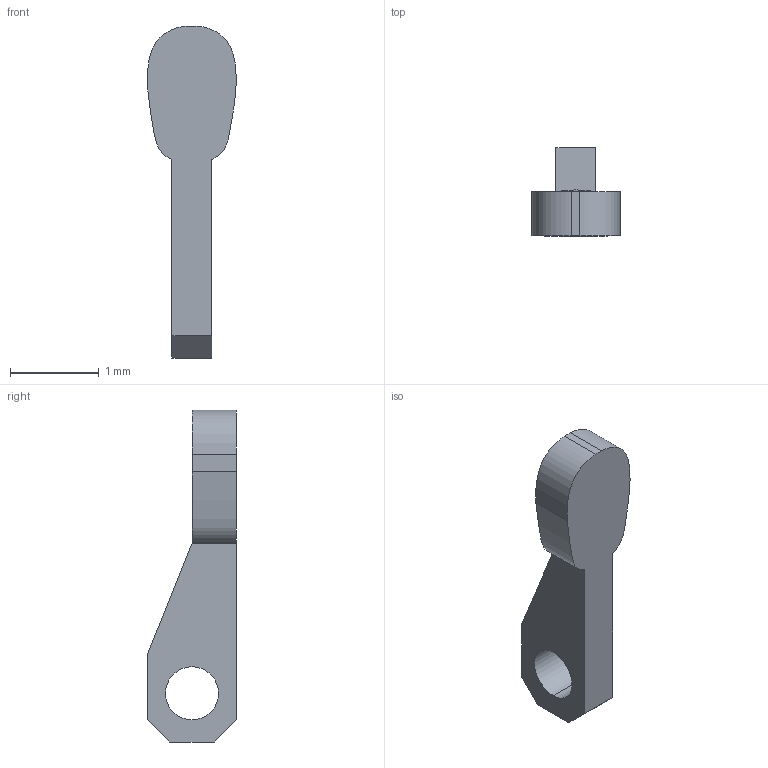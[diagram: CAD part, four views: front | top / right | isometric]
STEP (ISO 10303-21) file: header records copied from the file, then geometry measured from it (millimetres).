
FILE_DESCRIPTION (( 'STEP AP214' ), '1' );
FILE_NAME ('Claper 3.STEP', '2021-05-18T08:48:36', ( '' ), ( '' ), 'SwSTEP 2.0', 'SolidWorks 2019', '' );
FILE_SCHEMA (( 'AUTOMOTIVE_DESIGN' ));
Length unit declared in the file: millimetre
Products named in the file (1): Claper 3
Bounding box: 1 x 1 x 3.75 mm (x, y, z)
Volume: 1.4 mm3; surface area: 10.9 mm2
Topology: 1 solids, 1 shells, 20 faces, 50 edges, 32 vertices
Faces by surface type: plane 11, cylinder 6, bspline 3
Entity records: 668 total; most frequent: CARTESIAN_POINT 168, ORIENTED_EDGE 100, DIRECTION 88, EDGE_CURVE 50, VECTOR 32, VERTEX_POINT 32, LINE 32, AXIS2_PLACEMENT_3D 28
